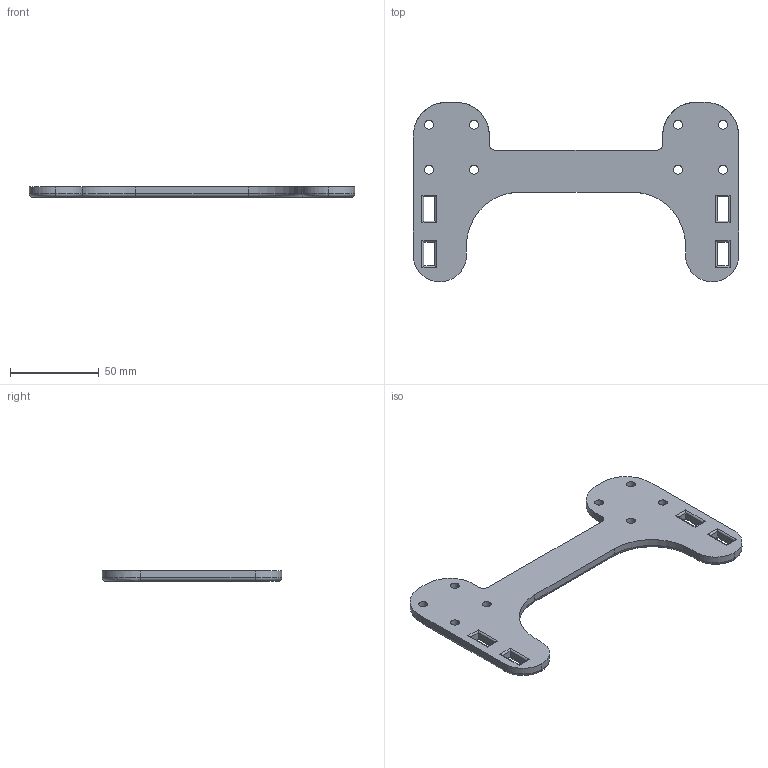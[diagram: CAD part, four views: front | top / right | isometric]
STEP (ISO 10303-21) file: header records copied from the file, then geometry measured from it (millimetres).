
FILE_DESCRIPTION(/* description */ (''),/* implementation_level */ '2;1');
FILE_NAME(/* name */ 'Duet-Duex-Panel_Mount v26.step',/* time_stamp */ '2016-04-02T11:16:21-07:00',/* author */ (''),/* organization */ (''),/* preprocessor_version */ 'ST-DEVELOPER v16.2',/* originating_system */ 'Autodesk Translation Framework v4.3.0.3010',/* authorisation */ '');
FILE_SCHEMA (('AUTOMOTIVE_DESIGN { 1 0 10303 214 3 1 1 }'));
Length unit declared in the file: centimetre
Products named in the file (1): Duet-Duex-Panel_Mount v26
Bounding box: 183.75 x 101.35 x 5.95 mm (x, y, z)
Volume: 53560.4 mm3; surface area: 23896.8 mm2
Topology: 1 solids, 25 shells, 641 faces, 1729 edges, 1138 vertices
Faces by surface type: bspline 396, plane 197, cylinder 40, torus 8
Full cylindrical faces by diameter (mm): 5 x8
Entity records: 25281 total; most frequent: CARTESIAN_POINT 11844, ORIENTED_EDGE 3426, EDGE_CURVE 1713, DIRECTION 1509, VERTEX_POINT 1130, LINE 865, VECTOR 865, B_SPLINE_CURVE_WITH_KNOTS 772
